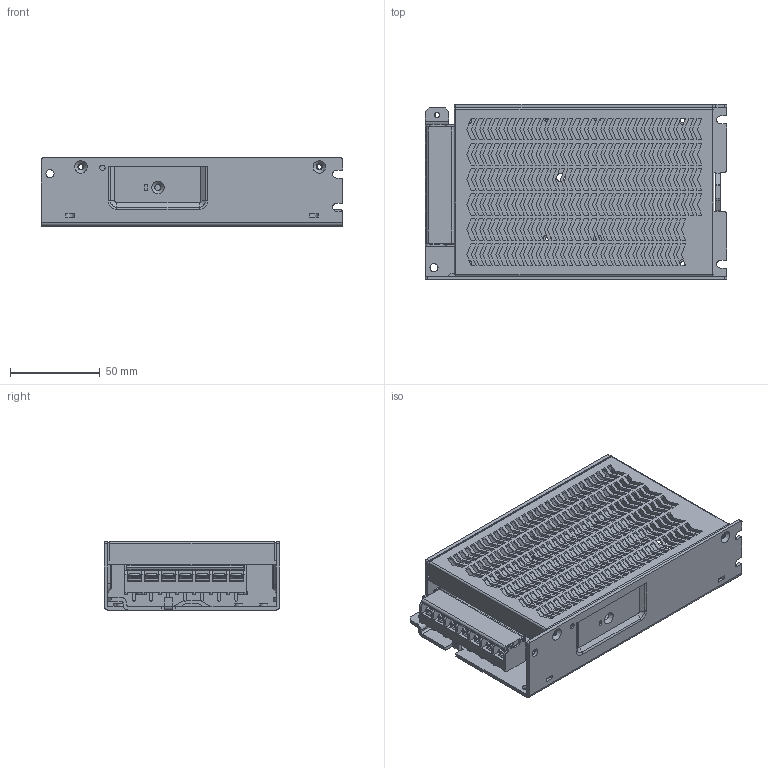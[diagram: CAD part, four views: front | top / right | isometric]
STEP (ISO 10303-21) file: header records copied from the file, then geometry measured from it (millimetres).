
FILE_DESCRIPTION(/* description */ (''),/* implementation_level */ '2;1');
FILE_NAME(/* name */ 'MPS-150W.stp',/* time_stamp */ '2023-07-21T15:17:32+08:00',/* author */ (''),/* organization */ (''),/* preprocessor_version */ 'ST-DEVELOPER v19.3',/* originating_system */ 'SIEMENS PLM Software NX2212.3001',/* authorisation */ '');
FILE_SCHEMA (('AP203_CONFIGURATION_CONTROLLED_3D_DESIGN_OF_MECHANICAL_PARTS_AND_ASSEMBLIES_MIM_LF { 1 0 10303 403 2 1 2}'));
Products named in the file (4): A01J1DZP0000010; A04WJJSK0000008; A04WJJSK0000009_MODEL; MPS-150W
Assembly tree (3 placements, depth 2):
  MPS-150W
    A04WJJSK0000009_MODEL
    A04WJJSK0000008
    A01J1DZP0000010
Bounding box: 168 x 98 x 38 mm (x, y, z)
Volume: 77019.8 mm3; surface area: 104363.5 mm2
Topology: 3 solids, 3 shells, 2355 faces, 7342 edges, 5039 vertices
Faces by surface type: plane 1942, cylinder 321, cone 41, torus 40, bspline 4, sphere 4, extrusion 3
Full cylindrical faces by diameter (mm): 2.5 x13, 3 x4, 3.4 x6, 3.6 x4, 4.5 x10, 4.8 x1
Entity records: 84072 total; most frequent: CARTESIAN_POINT 19251, ORIENTED_EDGE 14534, DIRECTION 11543, EDGE_CURVE 7267, VERTEX_POINT 5020, VECTOR 4989, LINE 4986, AXIS2_PLACEMENT_3D 3277
